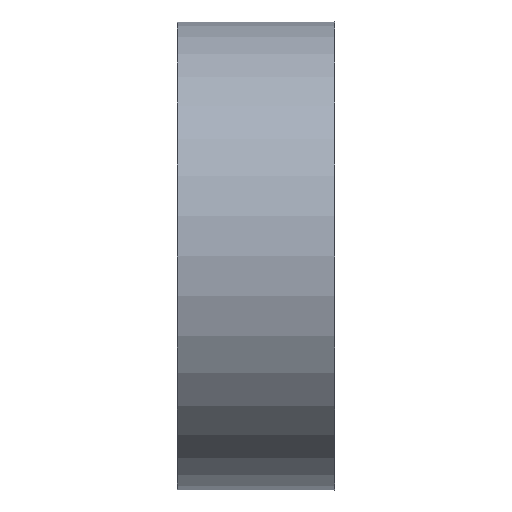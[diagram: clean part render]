
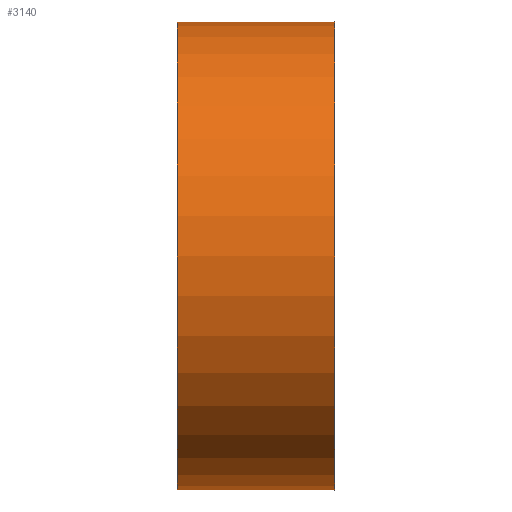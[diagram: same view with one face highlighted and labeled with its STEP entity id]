
A CAD part, left-side view. The second image highlights one B-rep face of the part: STEP entity #3140.
In plain terms, the highlighted cylindrical face has radius 10 mm (diameter 20 mm), a partial arc.
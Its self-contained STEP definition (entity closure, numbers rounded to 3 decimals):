
#2210=CARTESIAN_POINT('',(-106.574,-120.425,-128.702))
;
#2220=VERTEX_POINT('',#2210);
#2250=CARTESIAN_POINT('',(-106.574,-123.8,-128.702));
#2260=DIRECTION('',(0.,-1.,0.));
#2270=VECTOR('',#2260,1.);
#2280=LINE('',#2250,#2270);
#2290=CARTESIAN_POINT('',(-106.574,-127.175,-128.702))
;
#2300=VERTEX_POINT('',#2290);
#2310=EDGE_CURVE('',#2220,#2300,#2280,.T.);
#2490=CARTESIAN_POINT('',(-111.5,-127.175,-120.));
#2500=DIRECTION('',(0.,-1.,0.));
#2510=DIRECTION('',(0.493,0.,0.87));
#2520=AXIS2_PLACEMENT_3D('',#2490,#2500,#2510);
#2530=CIRCLE('',#2520,10.);
#2540=CARTESIAN_POINT('',(-106.574,-127.175,-111.298))
;
#2550=VERTEX_POINT('',#2540);
#2560=EDGE_CURVE('',#2550,#2300,#2530,.T.);
#2770=CARTESIAN_POINT('',(-106.574,-123.8,-111.298));
#2780=DIRECTION('',(0.,1.,0.));
#2790=VECTOR('',#2780,1.);
#2800=LINE('',#2770,#2790);
#2810=CARTESIAN_POINT('',(-106.574,-120.425,-111.298))
;
#2820=VERTEX_POINT('',#2810);
#2830=EDGE_CURVE('',#2550,#2820,#2800,.T.);
#2970=CARTESIAN_POINT('',(-111.5,-122.113,-120.));
#2980=DIRECTION('',(0.,1.,0.));
#2990=DIRECTION('',(0.493,0.,
-0.87));
#3000=AXIS2_PLACEMENT_3D('',#2970,#2980,#2990);
#3010=CYLINDRICAL_SURFACE('',#3000,10.);
#3020=ORIENTED_EDGE('',*,*,#2310,.T.);
#3030=CARTESIAN_POINT('',(-111.5,-120.425,-120.));
#3040=DIRECTION('',(0.,1.,0.));
#3050=DIRECTION('',(-0.493,0.,
0.87));
#3060=AXIS2_PLACEMENT_3D('',#3030,#3040,#3050);
#3070=CIRCLE('',#3060,10.);
#3080=EDGE_CURVE('',#2220,#2820,#3070,.T.);
#3090=ORIENTED_EDGE('',*,*,#3080,.F.);
#3100=ORIENTED_EDGE('',*,*,#2830,.T.);
#3110=ORIENTED_EDGE('',*,*,#2560,.F.);
#3120=EDGE_LOOP('',(#3110,#3100,#3090,#3020));
#3130=FACE_OUTER_BOUND('',#3120,.T.);
#3140=ADVANCED_FACE('',(#3130),#3010,.T.);
